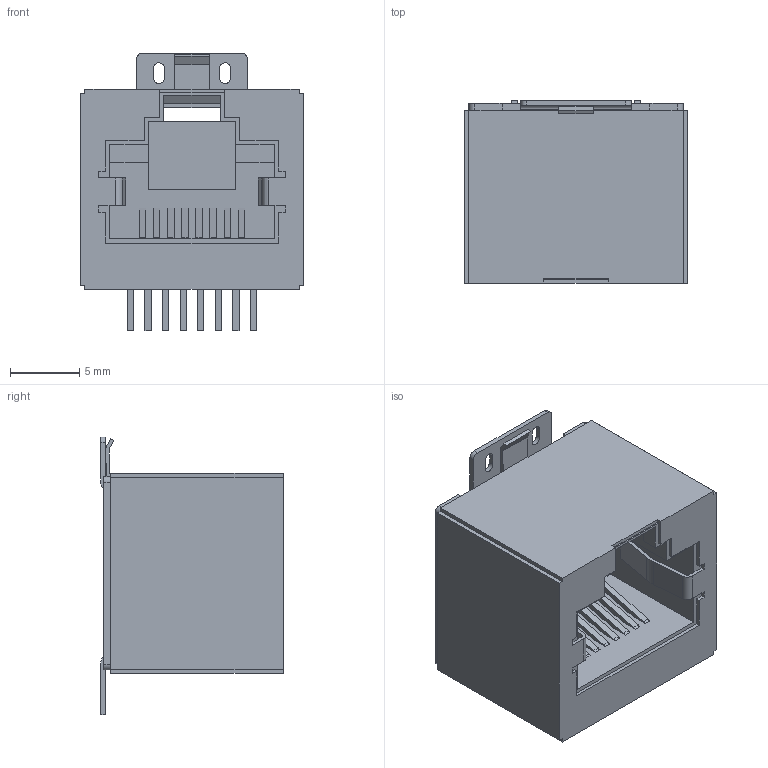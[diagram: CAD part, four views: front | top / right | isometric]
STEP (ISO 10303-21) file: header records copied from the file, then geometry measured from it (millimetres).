
FILE_DESCRIPTION(('Creo Elements/Direct Modeling STEP Export'),'2;1');
FILE_NAME('model.stp','2020-01-28T 9:32:03',(''),(''),'Creo Elements/Direct Modeling STEP processor for AP214 (Solid Model)','Creo Elements/Direct Modeling 20.1A 29-Sep-2018 (C) Parametric Technology GmbH','');
FILE_SCHEMA(('AUTOMOTIVE_DESIGN { 1 0 10303 214 1 1 1 1 }'));
Length unit declared in the file: millimetre
Products named in the file (2): CUC-SP-J1ST-S-R4LT-SMD
Assembly tree (1 placements, depth 2):
  CUC-SP-J1ST-S-R4LT-SMD
    CUC-SP-J1ST-S-R4LT-SMD
Bounding box: 16.1 x 13.2 x 20.1 mm (x, y, z)
Volume: 1906.4 mm3; surface area: 2102.3 mm2
Topology: 1 solids, 1 shells, 257 faces, 758 edges, 502 vertices
Faces by surface type: plane 207, cylinder 50
Entity records: 10003 total; most frequent: ORIENTED_EDGE 1516, CARTESIAN_POINT 1412, DIRECTION 1219, EDGE_CURVE 758, VECTOR 601, LINE 601, VERTEX_POINT 502, AXIS2_PLACEMENT_3D 309
